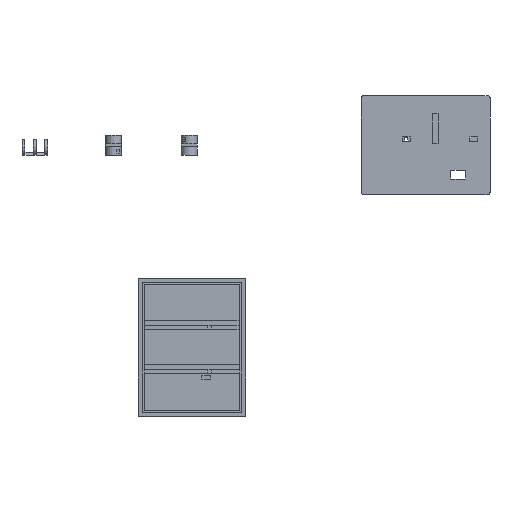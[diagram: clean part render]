
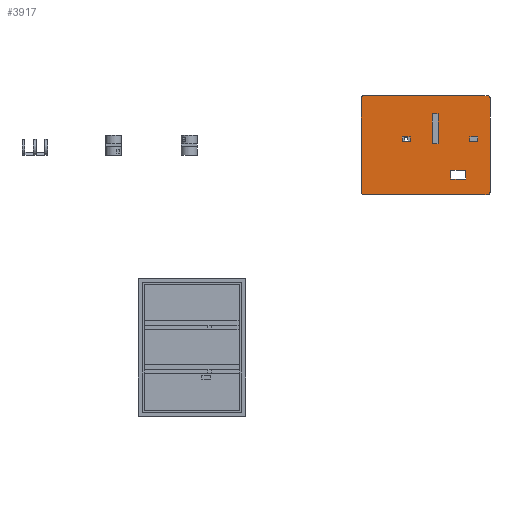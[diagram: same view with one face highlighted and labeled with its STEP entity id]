
A CAD part, front view. The second image highlights one B-rep face of the part: STEP entity #3917.
In plain terms, the highlighted planar face has unit normal (0, -1, 0).
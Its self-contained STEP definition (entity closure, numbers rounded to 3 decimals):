
#121=FACE_BOUND('',#651,.T.);
#122=FACE_BOUND('',#652,.T.);
#123=FACE_BOUND('',#653,.T.);
#124=FACE_BOUND('',#654,.T.);
#226=CIRCLE('',#4225,2.);
#227=CIRCLE('',#4226,2.);
#228=CIRCLE('',#4227,2.);
#229=CIRCLE('',#4228,2.);
#392=FACE_OUTER_BOUND('',#650,.T.);
#650=EDGE_LOOP('',(#3209,#3210,#3211,#3212,#3213,#3214,#3215,#3216));
#651=EDGE_LOOP('',(#3217,#3218,#3219,#3220));
#652=EDGE_LOOP('',(#3221,#3222,#3223,#3224));
#653=EDGE_LOOP('',(#3225,#3226,#3227,#3228));
#654=EDGE_LOOP('',(#3229,#3230,#3231,#3232));
#1024=LINE('',#6128,#1456);
#1025=LINE('',#6132,#1457);
#1026=LINE('',#6136,#1458);
#1027=LINE('',#6139,#1459);
#1028=LINE('',#6142,#1460);
#1029=LINE('',#6144,#1461);
#1030=LINE('',#6146,#1462);
#1031=LINE('',#6147,#1463);
#1032=LINE('',#6150,#1464);
#1033=LINE('',#6152,#1465);
#1034=LINE('',#6154,#1466);
#1035=LINE('',#6155,#1467);
#1036=LINE('',#6158,#1468);
#1037=LINE('',#6160,#1469);
#1038=LINE('',#6162,#1470);
#1039=LINE('',#6163,#1471);
#1040=LINE('',#6166,#1472);
#1041=LINE('',#6168,#1473);
#1042=LINE('',#6170,#1474);
#1043=LINE('',#6171,#1475);
#1456=VECTOR('',#5021,10.);
#1457=VECTOR('',#5024,10.);
#1458=VECTOR('',#5027,10.);
#1459=VECTOR('',#5030,10.);
#1460=VECTOR('',#5031,10.);
#1461=VECTOR('',#5032,10.);
#1462=VECTOR('',#5033,10.);
#1463=VECTOR('',#5034,10.);
#1464=VECTOR('',#5035,10.);
#1465=VECTOR('',#5036,10.);
#1466=VECTOR('',#5037,10.);
#1467=VECTOR('',#5038,10.);
#1468=VECTOR('',#5039,10.);
#1469=VECTOR('',#5040,10.);
#1470=VECTOR('',#5041,10.);
#1471=VECTOR('',#5042,10.);
#1472=VECTOR('',#5043,10.);
#1473=VECTOR('',#5044,10.);
#1474=VECTOR('',#5045,10.);
#1475=VECTOR('',#5046,10.);
#1851=VERTEX_POINT('',#6124);
#1852=VERTEX_POINT('',#6125);
#1853=VERTEX_POINT('',#6127);
#1854=VERTEX_POINT('',#6129);
#1855=VERTEX_POINT('',#6131);
#1856=VERTEX_POINT('',#6133);
#1857=VERTEX_POINT('',#6135);
#1858=VERTEX_POINT('',#6137);
#1859=VERTEX_POINT('',#6140);
#1860=VERTEX_POINT('',#6141);
#1861=VERTEX_POINT('',#6143);
#1862=VERTEX_POINT('',#6145);
#1863=VERTEX_POINT('',#6148);
#1864=VERTEX_POINT('',#6149);
#1865=VERTEX_POINT('',#6151);
#1866=VERTEX_POINT('',#6153);
#1867=VERTEX_POINT('',#6156);
#1868=VERTEX_POINT('',#6157);
#1869=VERTEX_POINT('',#6159);
#1870=VERTEX_POINT('',#6161);
#1871=VERTEX_POINT('',#6164);
#1872=VERTEX_POINT('',#6165);
#1873=VERTEX_POINT('',#6167);
#1874=VERTEX_POINT('',#6169);
#2327=EDGE_CURVE('',#1851,#1852,#226,.T.);
#2328=EDGE_CURVE('',#1852,#1853,#1024,.T.);
#2329=EDGE_CURVE('',#1853,#1854,#227,.T.);
#2330=EDGE_CURVE('',#1854,#1855,#1025,.T.);
#2331=EDGE_CURVE('',#1855,#1856,#228,.T.);
#2332=EDGE_CURVE('',#1856,#1857,#1026,.T.);
#2333=EDGE_CURVE('',#1857,#1858,#229,.T.);
#2334=EDGE_CURVE('',#1858,#1851,#1027,.T.);
#2335=EDGE_CURVE('',#1859,#1860,#1028,.T.);
#2336=EDGE_CURVE('',#1860,#1861,#1029,.T.);
#2337=EDGE_CURVE('',#1861,#1862,#1030,.T.);
#2338=EDGE_CURVE('',#1862,#1859,#1031,.T.);
#2339=EDGE_CURVE('',#1863,#1864,#1032,.T.);
#2340=EDGE_CURVE('',#1864,#1865,#1033,.T.);
#2341=EDGE_CURVE('',#1865,#1866,#1034,.T.);
#2342=EDGE_CURVE('',#1866,#1863,#1035,.T.);
#2343=EDGE_CURVE('',#1867,#1868,#1036,.T.);
#2344=EDGE_CURVE('',#1868,#1869,#1037,.T.);
#2345=EDGE_CURVE('',#1869,#1870,#1038,.T.);
#2346=EDGE_CURVE('',#1870,#1867,#1039,.T.);
#2347=EDGE_CURVE('',#1871,#1872,#1040,.T.);
#2348=EDGE_CURVE('',#1872,#1873,#1041,.T.);
#2349=EDGE_CURVE('',#1873,#1874,#1042,.T.);
#2350=EDGE_CURVE('',#1874,#1871,#1043,.T.);
#3209=ORIENTED_EDGE('',*,*,#2327,.T.);
#3210=ORIENTED_EDGE('',*,*,#2328,.T.);
#3211=ORIENTED_EDGE('',*,*,#2329,.T.);
#3212=ORIENTED_EDGE('',*,*,#2330,.T.);
#3213=ORIENTED_EDGE('',*,*,#2331,.T.);
#3214=ORIENTED_EDGE('',*,*,#2332,.T.);
#3215=ORIENTED_EDGE('',*,*,#2333,.T.);
#3216=ORIENTED_EDGE('',*,*,#2334,.T.);
#3217=ORIENTED_EDGE('',*,*,#2335,.T.);
#3218=ORIENTED_EDGE('',*,*,#2336,.T.);
#3219=ORIENTED_EDGE('',*,*,#2337,.T.);
#3220=ORIENTED_EDGE('',*,*,#2338,.T.);
#3221=ORIENTED_EDGE('',*,*,#2339,.T.);
#3222=ORIENTED_EDGE('',*,*,#2340,.T.);
#3223=ORIENTED_EDGE('',*,*,#2341,.T.);
#3224=ORIENTED_EDGE('',*,*,#2342,.T.);
#3225=ORIENTED_EDGE('',*,*,#2343,.T.);
#3226=ORIENTED_EDGE('',*,*,#2344,.T.);
#3227=ORIENTED_EDGE('',*,*,#2345,.T.);
#3228=ORIENTED_EDGE('',*,*,#2346,.T.);
#3229=ORIENTED_EDGE('',*,*,#2347,.T.);
#3230=ORIENTED_EDGE('',*,*,#2348,.T.);
#3231=ORIENTED_EDGE('',*,*,#2349,.T.);
#3232=ORIENTED_EDGE('',*,*,#2350,.T.);
#3721=PLANE('',#4224);
#3917=ADVANCED_FACE('',(#392,#121,#122,#123,#124),#3721,.T.);
#4224=AXIS2_PLACEMENT_3D('',#6123,#5017,#5018);
#4225=AXIS2_PLACEMENT_3D('',#6126,#5019,#5020);
#4226=AXIS2_PLACEMENT_3D('',#6130,#5022,#5023);
#4227=AXIS2_PLACEMENT_3D('',#6134,#5025,#5026);
#4228=AXIS2_PLACEMENT_3D('',#6138,#5028,#5029);
#5017=DIRECTION('center_axis',(0.,-1.,0.));
#5018=DIRECTION('ref_axis',(0.,0.,-1.));
#5019=DIRECTION('center_axis',(0.,-1.,0.));
#5020=DIRECTION('ref_axis',(1.,0.,0.));
#5021=DIRECTION('',(0.,0.,1.));
#5022=DIRECTION('center_axis',(0.,-1.,0.));
#5023=DIRECTION('ref_axis',(1.,0.,0.));
#5024=DIRECTION('',(-1.,0.,0.));
#5025=DIRECTION('center_axis',(0.,-1.,0.));
#5026=DIRECTION('ref_axis',(1.,0.,0.));
#5027=DIRECTION('',(0.,0.,-1.));
#5028=DIRECTION('center_axis',(0.,-1.,0.));
#5029=DIRECTION('ref_axis',(1.,0.,0.));
#5030=DIRECTION('',(1.,0.,0.));
#5031=DIRECTION('',(0.,0.,-1.));
#5032=DIRECTION('',(-1.,0.,0.));
#5033=DIRECTION('',(0.,0.,1.));
#5034=DIRECTION('',(1.,0.,0.));
#5035=DIRECTION('',(0.,0.,-1.));
#5036=DIRECTION('',(-1.,0.,0.));
#5037=DIRECTION('',(0.,0.,1.));
#5038=DIRECTION('',(1.,0.,0.));
#5039=DIRECTION('',(0.,0.,-1.));
#5040=DIRECTION('',(-1.,0.,0.));
#5041=DIRECTION('',(0.,0.,1.));
#5042=DIRECTION('',(1.,0.,0.));
#5043=DIRECTION('',(-1.,0.,0.));
#5044=DIRECTION('',(0.,0.,1.));
#5045=DIRECTION('',(1.,0.,0.));
#5046=DIRECTION('',(0.,0.,-1.));
#6123=CARTESIAN_POINT('Origin',(230.6,-7.,0.));
#6124=CARTESIAN_POINT('',(318.548,-7.,-39.4));
#6125=CARTESIAN_POINT('',(320.548,-7.,-37.4));
#6126=CARTESIAN_POINT('Origin',(318.548,-7.,-37.4));
#6127=CARTESIAN_POINT('',(320.548,-7.,57.8));
#6128=CARTESIAN_POINT('',(320.548,-7.,-39.4));
#6129=CARTESIAN_POINT('',(318.548,-7.,59.8));
#6130=CARTESIAN_POINT('Origin',(318.548,-7.,57.8));
#6131=CARTESIAN_POINT('',(193.348,-7.,59.8));
#6132=CARTESIAN_POINT('',(320.548,-7.,59.8));
#6133=CARTESIAN_POINT('',(191.348,-7.,57.8));
#6134=CARTESIAN_POINT('Origin',(193.348,-7.,57.8));
#6135=CARTESIAN_POINT('',(191.348,-7.,-37.4));
#6136=CARTESIAN_POINT('',(191.348,-7.,59.8));
#6137=CARTESIAN_POINT('',(193.348,-7.,-39.4));
#6138=CARTESIAN_POINT('Origin',(193.348,-7.,-37.4));
#6139=CARTESIAN_POINT('',(191.348,-7.,-39.4));
#6140=CARTESIAN_POINT('',(268.348,-7.,41.8));
#6141=CARTESIAN_POINT('',(268.348,-7.,11.8));
#6142=CARTESIAN_POINT('',(268.348,-7.,20.9));
#6143=CARTESIAN_POINT('',(262.348,-7.,11.8));
#6144=CARTESIAN_POINT('',(249.474,-7.,11.8));
#6145=CARTESIAN_POINT('',(262.348,-7.,41.8));
#6146=CARTESIAN_POINT('',(262.348,-7.,5.9));
#6147=CARTESIAN_POINT('',(246.474,-7.,41.8));
#6148=CARTESIAN_POINT('',(308.348,-7.,18.65));
#6149=CARTESIAN_POINT('',(308.348,-7.,13.65));
#6150=CARTESIAN_POINT('',(308.348,-7.,9.325));
#6151=CARTESIAN_POINT('',(300.348,-7.,13.65));
#6152=CARTESIAN_POINT('',(269.474,-7.,13.65));
#6153=CARTESIAN_POINT('',(300.348,-7.,18.65));
#6154=CARTESIAN_POINT('',(300.348,-7.,6.825));
#6155=CARTESIAN_POINT('',(265.474,-7.,18.65));
#6156=CARTESIAN_POINT('',(240.348,-7.,18.65));
#6157=CARTESIAN_POINT('',(240.348,-7.,13.65));
#6158=CARTESIAN_POINT('',(240.348,-7.,9.325));
#6159=CARTESIAN_POINT('',(232.348,-7.,13.65));
#6160=CARTESIAN_POINT('',(235.474,-7.,13.65));
#6161=CARTESIAN_POINT('',(232.348,-7.,18.65));
#6162=CARTESIAN_POINT('',(232.348,-7.,6.825));
#6163=CARTESIAN_POINT('',(231.474,-7.,18.65));
#6164=CARTESIAN_POINT('',(296.048,-7.,-23.9));
#6165=CARTESIAN_POINT('',(281.048,-7.,-23.9));
#6166=CARTESIAN_POINT('',(255.824,-7.,-23.9));
#6167=CARTESIAN_POINT('',(281.048,-7.,-14.9));
#6168=CARTESIAN_POINT('',(281.048,-7.,-7.45));
#6169=CARTESIAN_POINT('',(296.048,-7.,-14.9));
#6170=CARTESIAN_POINT('',(263.324,-7.,-14.9));
#6171=CARTESIAN_POINT('',(296.048,-7.,-11.95));
